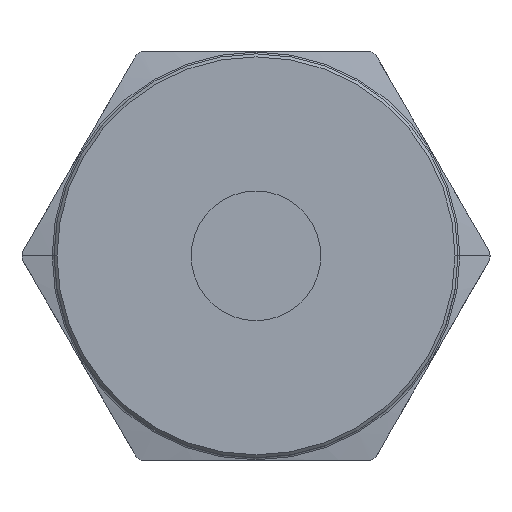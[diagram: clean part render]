
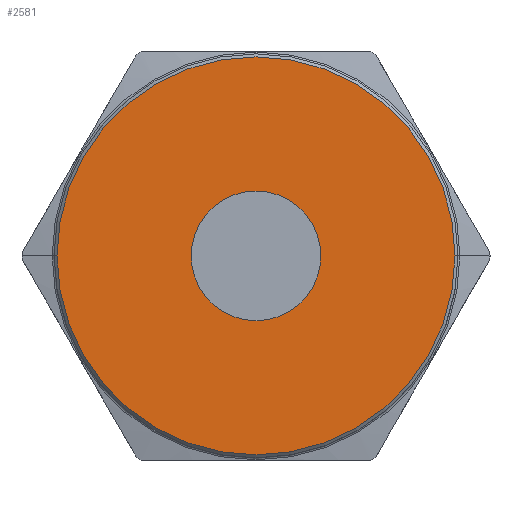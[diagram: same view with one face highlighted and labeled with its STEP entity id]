
A CAD part, top view. The second image highlights one B-rep face of the part: STEP entity #2581.
In plain terms, the highlighted planar face has unit normal (0, 0, 1).
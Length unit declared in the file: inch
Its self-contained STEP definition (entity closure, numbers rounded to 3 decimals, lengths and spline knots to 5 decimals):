
#2 = VERTEX_POINT ( 'NONE', #2778 ) ;
#39 = VERTEX_POINT ( 'NONE', #2760 ) ;
#64 = VERTEX_POINT ( 'NONE', #2845 ) ;
#72 = VERTEX_POINT ( 'NONE', #2837 ) ;
#730 = DIRECTION ( 'NONE',  ( 0., 0., 1. ) ) ;
#731 = CARTESIAN_POINT ( 'NONE',  ( 0., 0., 0.36 ) ) ;
#733 = PLANE ( 'NONE',  #989 ) ;
#735 = DIRECTION ( 'NONE',  ( 1., 0., 0. ) ) ;
#749 = ORIENTED_EDGE ( 'NONE', *, *, #2467, .F. ) ;
#750 = ORIENTED_EDGE ( 'NONE', *, *, #2443, .T. ) ;
#751 = ORIENTED_EDGE ( 'NONE', *, *, #2379, .T. ) ;
#820 = ORIENTED_EDGE ( 'NONE', *, *, #2442, .F. ) ;
#913 = AXIS2_PLACEMENT_3D ( 'NONE', #2079, #2078, #2077 ) ;
#930 = AXIS2_PLACEMENT_3D ( 'NONE', #3201, #3202, #3203 ) ;
#931 = AXIS2_PLACEMENT_3D ( 'NONE', #3206, #3207, #3208 ) ;
#942 = AXIS2_PLACEMENT_3D ( 'NONE', #1164, #1165, #1166 ) ;
#989 = AXIS2_PLACEMENT_3D ( 'NONE', #731, #730, #735 ) ;
#1164 = CARTESIAN_POINT ( 'NONE',  ( 0., 0., 0.36 ) ) ;
#1165 = DIRECTION ( 'NONE',  ( 0., 0., 1. ) ) ;
#1166 = DIRECTION ( 'NONE',  ( 1., 0., 0. ) ) ;
#1654 = EDGE_LOOP ( 'NONE', ( #750, #751 ) ) ;
#1667 = EDGE_LOOP ( 'NONE', ( #820, #749 ) ) ;
#1807 = CIRCLE ( 'NONE', #913, 0.6725 ) ;
#1864 = CIRCLE ( 'NONE', #931, 0.6725 ) ;
#1870 = CIRCLE ( 'NONE', #930, 0.219 ) ;
#1890 = CIRCLE ( 'NONE', #942, 0.219 ) ;
#1929 = FACE_BOUND ( 'NONE', #1667, .T. ) ;
#1982 = FACE_OUTER_BOUND ( 'NONE', #1654, .T. ) ;
#2077 = DIRECTION ( 'NONE',  ( 1., 0., 0. ) ) ;
#2078 = DIRECTION ( 'NONE',  ( 0., 0., 1. ) ) ;
#2079 = CARTESIAN_POINT ( 'NONE',  ( 0., 0., 0.36 ) ) ;
#2379 = EDGE_CURVE ( 'NONE', #2, #72, #1807, .T. ) ;
#2442 = EDGE_CURVE ( 'NONE', #64, #39, #1870, .T. ) ;
#2443 = EDGE_CURVE ( 'NONE', #72, #2, #1864, .T. ) ;
#2467 = EDGE_CURVE ( 'NONE', #39, #64, #1890, .T. ) ;
#2581 = ADVANCED_FACE ( 'NONE', ( #1929, #1982 ), #733, .T. ) ;
#2760 = CARTESIAN_POINT ( 'NONE',  ( -0.219, 0., 0.36 ) ) ;
#2778 = CARTESIAN_POINT ( 'NONE',  ( 0.6725, 0., 0.36 ) ) ;
#2837 = CARTESIAN_POINT ( 'NONE',  ( -0.6725, 0., 0.36 ) ) ;
#2845 = CARTESIAN_POINT ( 'NONE',  ( 0.219, 0., 0.36 ) ) ;
#3201 = CARTESIAN_POINT ( 'NONE',  ( 0., 0., 0.36 ) ) ;
#3202 = DIRECTION ( 'NONE',  ( 0., 0., 1. ) ) ;
#3203 = DIRECTION ( 'NONE',  ( 1., 0., 0. ) ) ;
#3206 = CARTESIAN_POINT ( 'NONE',  ( 0., 0., 0.36 ) ) ;
#3207 = DIRECTION ( 'NONE',  ( 0., 0., 1. ) ) ;
#3208 = DIRECTION ( 'NONE',  ( 1., 0., 0. ) ) ;
